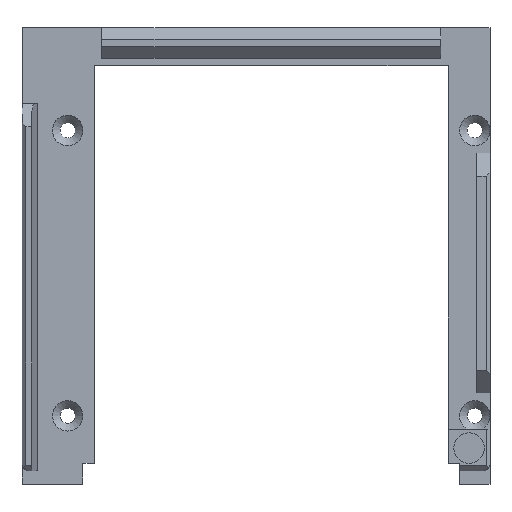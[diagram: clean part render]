
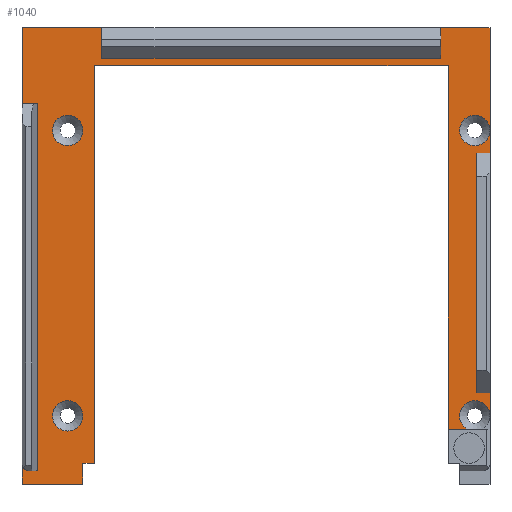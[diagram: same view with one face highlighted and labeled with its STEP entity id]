
A CAD part, top view. The second image highlights one B-rep face of the part: STEP entity #1040.
In plain terms, the highlighted planar face has unit normal (0, 0, 1).
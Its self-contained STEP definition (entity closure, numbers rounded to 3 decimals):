
#25=FACE_BOUND('',#149,.T.);
#26=FACE_BOUND('',#150,.T.);
#42=PLANE('',#1121);
#88=FACE_OUTER_BOUND('',#148,.T.);
#148=EDGE_LOOP('',(#815,#816,#817,#818,#819,#820,#821,#822,#823,#824,#825,
#826,#827,#828,#829,#830,#831,#832,#833,#834,#835,#836,#837,#838,#839,#840,
#841,#842));
#149=EDGE_LOOP('',(#843));
#150=EDGE_LOOP('',(#844));
#190=CIRCLE('',#1100,2.);
#197=CIRCLE('',#1122,4.);
#198=CIRCLE('',#1123,4.);
#199=CIRCLE('',#1124,4.);
#200=CIRCLE('',#1125,4.);
#201=CIRCLE('',#1126,4.);
#202=CIRCLE('',#1127,4.);
#220=LINE('',#1496,#345);
#224=LINE('',#1504,#349);
#238=LINE('',#1537,#363);
#242=LINE('',#1546,#367);
#245=LINE('',#1551,#370);
#247=LINE('',#1556,#372);
#250=LINE('',#1560,#375);
#263=LINE('',#1594,#388);
#264=LINE('',#1596,#389);
#270=LINE('',#1608,#395);
#274=LINE('',#1616,#399);
#275=LINE('',#1618,#400);
#276=LINE('',#1619,#401);
#277=LINE('',#1621,#402);
#278=LINE('',#1623,#403);
#279=LINE('',#1625,#404);
#280=LINE('',#1627,#405);
#281=LINE('',#1629,#406);
#282=LINE('',#1631,#407);
#283=LINE('',#1633,#408);
#284=LINE('',#1638,#409);
#285=LINE('',#1640,#410);
#286=LINE('',#1641,#411);
#345=VECTOR('',#1206,10.);
#349=VECTOR('',#1210,10.);
#363=VECTOR('',#1238,10.);
#367=VECTOR('',#1246,10.);
#370=VECTOR('',#1251,10.);
#372=VECTOR('',#1257,10.);
#375=VECTOR('',#1260,10.);
#388=VECTOR('',#1285,10.);
#389=VECTOR('',#1286,10.);
#395=VECTOR('',#1292,10.);
#399=VECTOR('',#1298,10.);
#400=VECTOR('',#1299,10.);
#401=VECTOR('',#1300,10.);
#402=VECTOR('',#1301,10.);
#403=VECTOR('',#1302,10.);
#404=VECTOR('',#1303,10.);
#405=VECTOR('',#1304,10.);
#406=VECTOR('',#1305,10.);
#407=VECTOR('',#1306,10.);
#408=VECTOR('',#1307,10.);
#409=VECTOR('',#1312,10.);
#410=VECTOR('',#1313,10.);
#411=VECTOR('',#1314,10.);
#475=VERTEX_POINT('',#1487);
#476=VERTEX_POINT('',#1489);
#478=VERTEX_POINT('',#1495);
#481=VERTEX_POINT('',#1501);
#482=VERTEX_POINT('',#1503);
#491=VERTEX_POINT('',#1530);
#494=VERTEX_POINT('',#1535);
#497=VERTEX_POINT('',#1545);
#498=VERTEX_POINT('',#1549);
#499=VERTEX_POINT('',#1555);
#515=VERTEX_POINT('',#1593);
#516=VERTEX_POINT('',#1595);
#521=VERTEX_POINT('',#1605);
#522=VERTEX_POINT('',#1607);
#525=VERTEX_POINT('',#1615);
#526=VERTEX_POINT('',#1617);
#527=VERTEX_POINT('',#1620);
#528=VERTEX_POINT('',#1622);
#529=VERTEX_POINT('',#1624);
#530=VERTEX_POINT('',#1626);
#531=VERTEX_POINT('',#1628);
#532=VERTEX_POINT('',#1630);
#533=VERTEX_POINT('',#1632);
#534=VERTEX_POINT('',#1634);
#535=VERTEX_POINT('',#1637);
#536=VERTEX_POINT('',#1639);
#537=VERTEX_POINT('',#1642);
#538=VERTEX_POINT('',#1645);
#539=VERTEX_POINT('',#1647);
#575=EDGE_CURVE('',#475,#476,#190,.F.);
#578=EDGE_CURVE('',#475,#478,#220,.T.);
#582=EDGE_CURVE('',#482,#481,#224,.T.);
#598=EDGE_CURVE('',#491,#494,#238,.T.);
#602=EDGE_CURVE('',#497,#491,#242,.T.);
#605=EDGE_CURVE('',#494,#498,#245,.T.);
#607=EDGE_CURVE('',#499,#497,#247,.T.);
#610=EDGE_CURVE('',#498,#482,#250,.T.);
#627=EDGE_CURVE('',#515,#499,#263,.T.);
#628=EDGE_CURVE('',#516,#515,#264,.T.);
#634=EDGE_CURVE('',#522,#521,#270,.T.);
#638=EDGE_CURVE('',#481,#525,#274,.T.);
#639=EDGE_CURVE('',#526,#525,#275,.T.);
#640=EDGE_CURVE('',#526,#476,#276,.T.);
#641=EDGE_CURVE('',#478,#527,#277,.T.);
#642=EDGE_CURVE('',#527,#528,#278,.T.);
#643=EDGE_CURVE('',#528,#529,#279,.T.);
#644=EDGE_CURVE('',#529,#530,#280,.T.);
#645=EDGE_CURVE('',#530,#531,#281,.T.);
#646=EDGE_CURVE('',#531,#532,#282,.T.);
#647=EDGE_CURVE('',#532,#533,#283,.T.);
#648=EDGE_CURVE('',#534,#533,#197,.T.);
#649=EDGE_CURVE('',#522,#534,#198,.T.);
#650=EDGE_CURVE('',#521,#535,#284,.T.);
#651=EDGE_CURVE('',#535,#536,#285,.T.);
#652=EDGE_CURVE('',#536,#516,#286,.T.);
#653=EDGE_CURVE('',#537,#515,#199,.T.);
#654=EDGE_CURVE('',#515,#537,#200,.T.);
#655=EDGE_CURVE('',#538,#538,#201,.T.);
#656=EDGE_CURVE('',#539,#539,#202,.T.);
#815=ORIENTED_EDGE('',*,*,#605,.T.);
#816=ORIENTED_EDGE('',*,*,#610,.T.);
#817=ORIENTED_EDGE('',*,*,#582,.T.);
#818=ORIENTED_EDGE('',*,*,#638,.T.);
#819=ORIENTED_EDGE('',*,*,#639,.F.);
#820=ORIENTED_EDGE('',*,*,#640,.T.);
#821=ORIENTED_EDGE('',*,*,#575,.F.);
#822=ORIENTED_EDGE('',*,*,#578,.T.);
#823=ORIENTED_EDGE('',*,*,#641,.T.);
#824=ORIENTED_EDGE('',*,*,#642,.T.);
#825=ORIENTED_EDGE('',*,*,#643,.T.);
#826=ORIENTED_EDGE('',*,*,#644,.T.);
#827=ORIENTED_EDGE('',*,*,#645,.T.);
#828=ORIENTED_EDGE('',*,*,#646,.T.);
#829=ORIENTED_EDGE('',*,*,#647,.T.);
#830=ORIENTED_EDGE('',*,*,#648,.F.);
#831=ORIENTED_EDGE('',*,*,#649,.F.);
#832=ORIENTED_EDGE('',*,*,#634,.T.);
#833=ORIENTED_EDGE('',*,*,#650,.T.);
#834=ORIENTED_EDGE('',*,*,#651,.T.);
#835=ORIENTED_EDGE('',*,*,#652,.T.);
#836=ORIENTED_EDGE('',*,*,#628,.T.);
#837=ORIENTED_EDGE('',*,*,#653,.F.);
#838=ORIENTED_EDGE('',*,*,#654,.F.);
#839=ORIENTED_EDGE('',*,*,#627,.T.);
#840=ORIENTED_EDGE('',*,*,#607,.T.);
#841=ORIENTED_EDGE('',*,*,#602,.T.);
#842=ORIENTED_EDGE('',*,*,#598,.T.);
#843=ORIENTED_EDGE('',*,*,#655,.F.);
#844=ORIENTED_EDGE('',*,*,#656,.F.);
#1040=ADVANCED_FACE('',(#88,#25,#26),#42,.T.);
#1100=AXIS2_PLACEMENT_3D('',#1490,#1199,#1200);
#1121=AXIS2_PLACEMENT_3D('',#1614,#1296,#1297);
#1122=AXIS2_PLACEMENT_3D('',#1635,#1308,#1309);
#1123=AXIS2_PLACEMENT_3D('',#1636,#1310,#1311);
#1124=AXIS2_PLACEMENT_3D('',#1643,#1315,#1316);
#1125=AXIS2_PLACEMENT_3D('',#1644,#1317,#1318);
#1126=AXIS2_PLACEMENT_3D('',#1646,#1319,#1320);
#1127=AXIS2_PLACEMENT_3D('',#1648,#1321,#1322);
#1199=DIRECTION('center_axis',(0.,0.,-1.));
#1200=DIRECTION('ref_axis',(-0.707,-0.707,0.));
#1206=DIRECTION('',(0.,-1.,0.));
#1210=DIRECTION('',(0.,-1.,0.));
#1238=DIRECTION('',(-1.,0.,0.));
#1246=DIRECTION('',(0.,-1.,0.));
#1251=DIRECTION('',(0.,1.,0.));
#1257=DIRECTION('',(-1.,0.,0.));
#1260=DIRECTION('',(-1.,0.,0.));
#1285=DIRECTION('',(0.,1.,0.));
#1286=DIRECTION('',(0.,1.,0.));
#1292=DIRECTION('',(0.,1.,0.));
#1296=DIRECTION('center_axis',(0.,0.,1.));
#1297=DIRECTION('ref_axis',(1.,0.,0.));
#1298=DIRECTION('',(1.,0.,0.));
#1299=DIRECTION('',(0.,1.,0.));
#1300=DIRECTION('',(-1.,0.,0.));
#1301=DIRECTION('',(1.,0.,0.));
#1302=DIRECTION('',(0.,1.,0.));
#1303=DIRECTION('',(1.,0.,0.));
#1304=DIRECTION('',(0.,1.,0.));
#1305=DIRECTION('',(1.,0.,0.));
#1306=DIRECTION('',(0.,-1.,0.));
#1307=DIRECTION('',(1.,0.,0.));
#1308=DIRECTION('center_axis',(0.,0.,1.));
#1309=DIRECTION('ref_axis',(1.,0.,0.));
#1310=DIRECTION('center_axis',(0.,0.,1.));
#1311=DIRECTION('ref_axis',(1.,0.,0.));
#1312=DIRECTION('',(-1.,0.,0.));
#1313=DIRECTION('',(0.,1.,0.));
#1314=DIRECTION('',(1.,0.,0.));
#1315=DIRECTION('center_axis',(0.,0.,1.));
#1316=DIRECTION('ref_axis',(1.,0.,0.));
#1317=DIRECTION('center_axis',(0.,0.,1.));
#1318=DIRECTION('ref_axis',(1.,0.,0.));
#1319=DIRECTION('center_axis',(0.,0.,1.));
#1320=DIRECTION('ref_axis',(1.,0.,0.));
#1321=DIRECTION('center_axis',(0.,0.,1.));
#1322=DIRECTION('ref_axis',(1.,0.,0.));
#1487=CARTESIAN_POINT('',(-68.,-222.5,31.));
#1489=CARTESIAN_POINT('',(-66.,-224.5,31.));
#1490=CARTESIAN_POINT('Origin',(-66.,-222.5,31.));
#1495=CARTESIAN_POINT('',(-68.,-228.,31.));
#1496=CARTESIAN_POINT('',(-68.,52.,31.));
#1501=CARTESIAN_POINT('',(-68.,-128.,31.));
#1503=CARTESIAN_POINT('',(-68.,-108.,31.));
#1504=CARTESIAN_POINT('',(-68.,52.,31.));
#1530=CARTESIAN_POINT('',(42.,-116.,31.));
#1535=CARTESIAN_POINT('',(-47.,-116.,31.));
#1537=CARTESIAN_POINT('',(-26.75,-116.,31.));
#1545=CARTESIAN_POINT('',(42.,-108.,31.));
#1546=CARTESIAN_POINT('',(42.,-102.,31.));
#1549=CARTESIAN_POINT('',(-47.,-108.,31.));
#1551=CARTESIAN_POINT('',(-47.,-96.,31.));
#1555=CARTESIAN_POINT('',(55.,-108.,31.));
#1556=CARTESIAN_POINT('',(-6.5,-108.,31.));
#1560=CARTESIAN_POINT('',(-6.5,-108.,31.));
#1593=CARTESIAN_POINT('',(55.,-135.,31.));
#1594=CARTESIAN_POINT('',(55.,52.,31.));
#1595=CARTESIAN_POINT('',(55.,-141.,31.));
#1596=CARTESIAN_POINT('',(55.,52.,31.));
#1605=CARTESIAN_POINT('',(55.,-204.,31.));
#1607=CARTESIAN_POINT('',(55.,-210.,31.));
#1608=CARTESIAN_POINT('',(55.,52.,31.));
#1614=CARTESIAN_POINT('Origin',(-6.5,-88.,31.));
#1615=CARTESIAN_POINT('',(-64.,-128.,31.));
#1616=CARTESIAN_POINT('',(-36.,-128.,31.));
#1617=CARTESIAN_POINT('',(-64.,-224.5,31.));
#1618=CARTESIAN_POINT('',(-64.,-156.25,31.));
#1619=CARTESIAN_POINT('',(-37.25,-224.5,31.));
#1620=CARTESIAN_POINT('',(-52.,-228.,31.));
#1621=CARTESIAN_POINT('',(58.,-228.,31.));
#1622=CARTESIAN_POINT('',(-52.,-222.5,31.));
#1623=CARTESIAN_POINT('',(-52.,55.,31.));
#1624=CARTESIAN_POINT('',(-49.,-222.5,31.));
#1625=CARTESIAN_POINT('',(-52.,-222.5,31.));
#1626=CARTESIAN_POINT('',(-49.,-118.,31.));
#1627=CARTESIAN_POINT('',(-49.,-118.,31.));
#1628=CARTESIAN_POINT('',(44.,-118.,31.));
#1629=CARTESIAN_POINT('',(58.,-118.,31.));
#1630=CARTESIAN_POINT('',(44.,-213.5,31.));
#1631=CARTESIAN_POINT('',(44.,-118.,31.));
#1632=CARTESIAN_POINT('',(49.064,-213.5,31.));
#1633=CARTESIAN_POINT('',(24.25,-213.5,31.));
#1634=CARTESIAN_POINT('',(47.,-210.,31.));
#1635=CARTESIAN_POINT('Origin',(51.,-210.,31.));
#1636=CARTESIAN_POINT('Origin',(51.,-210.,31.));
#1637=CARTESIAN_POINT('',(51.5,-204.,31.));
#1638=CARTESIAN_POINT('',(22.5,-204.,31.));
#1639=CARTESIAN_POINT('',(51.5,-141.,31.));
#1640=CARTESIAN_POINT('',(51.5,-114.5,31.));
#1641=CARTESIAN_POINT('',(24.25,-141.,31.));
#1642=CARTESIAN_POINT('',(47.,-135.,31.));
#1643=CARTESIAN_POINT('Origin',(51.,-135.,31.));
#1644=CARTESIAN_POINT('Origin',(51.,-135.,31.));
#1645=CARTESIAN_POINT('',(-60.,-135.,31.));
#1646=CARTESIAN_POINT('Origin',(-56.,-135.,31.));
#1647=CARTESIAN_POINT('',(-60.,-210.,31.));
#1648=CARTESIAN_POINT('Origin',(-56.,-210.,31.));
